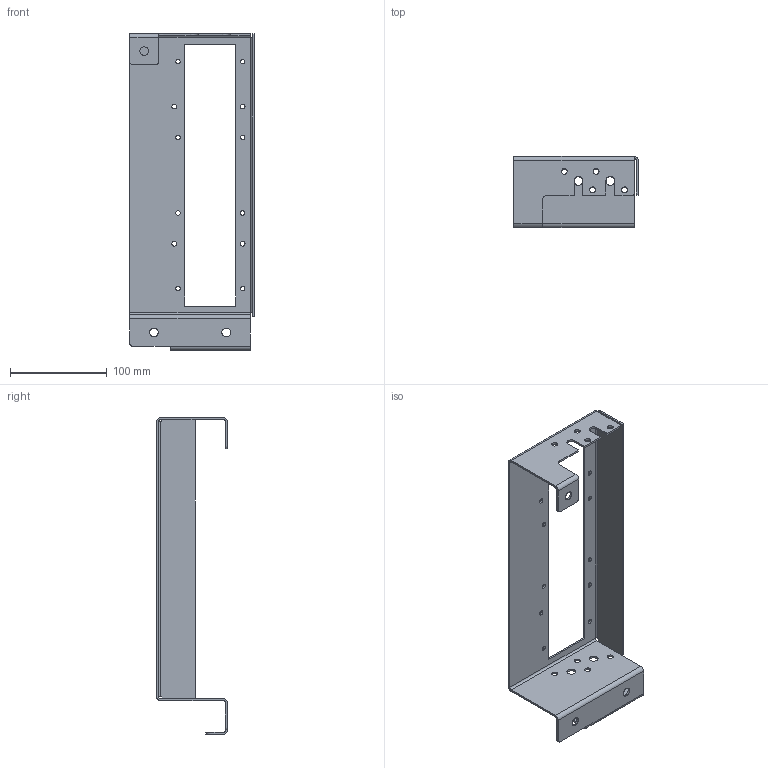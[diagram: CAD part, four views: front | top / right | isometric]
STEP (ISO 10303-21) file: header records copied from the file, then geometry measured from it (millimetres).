
FILE_DESCRIPTION (( 'STEP AP214' ), '1' );
FILE_NAME ('PowderDispenser.STEP', '2021-11-08T08:55:18', ( '' ), ( '' ), 'SwSTEP 2.0', 'SolidWorks 2020', '' );
FILE_SCHEMA (( 'AUTOMOTIVE_DESIGN' ));
Length unit declared in the file: millimetre
Products named in the file (1): PowderDispenser
Bounding box: 129 x 73 x 327.8 mm (x, y, z)
Volume: 107345.5 mm3; surface area: 112525.8 mm2
Topology: 1 solids, 1 shells, 136 faces, 354 edges, 220 vertices
Faces by surface type: cylinder 77, plane 59
Entity records: 4314 total; most frequent: DIRECTION 782, CARTESIAN_POINT 711, ORIENTED_EDGE 708, EDGE_CURVE 354, AXIS2_PLACEMENT_3D 291, VERTEX_POINT 220, VECTOR 200, LINE 200
